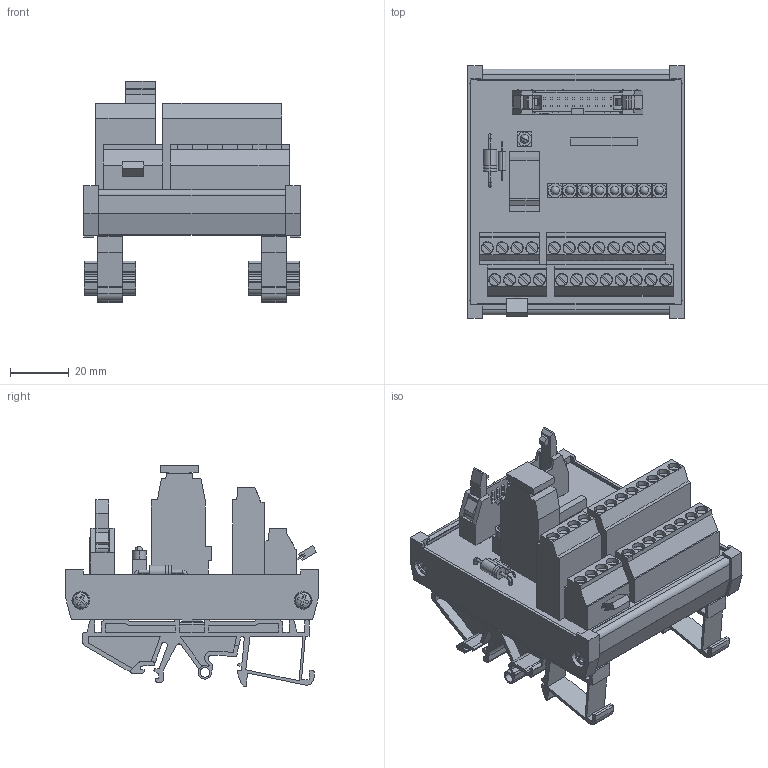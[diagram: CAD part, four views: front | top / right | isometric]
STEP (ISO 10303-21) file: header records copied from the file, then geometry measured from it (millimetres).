
FILE_DESCRIPTION(('CATIA V5R22 STEP214','CAx-IF Rec.Pracs.--- Model Styling and Organization---1.4--- 2014-01-23'),'2;1');
FILE_NAME ('034073-1_0', '2023-05-11T07:27:01+00:00', ('Weidmueller Interface'), ('Weidmueller'), 'CATIA Version 5-6 Release 2016 SP3 HF44', 'CATIA V5 STEP AP214', 'none');
FILE_SCHEMA(('AUTOMOTIVE_DESIGN { 1 0 10303 214 1 1 1 1 }'));
Products named in the file (1): 9445530000_RS 8IO 2W L H S
Bounding box: 74 x 86.4 x 75.55 mm (x, y, z)
Volume: 85458.1 mm3; surface area: 70800.6 mm2
Topology: 1 solids, 3 shells, 1691 faces, 5038 edges, 3388 vertices
Faces by surface type: plane 1198, cylinder 458, torus 16, bspline 11, sphere 8
Entity records: 61290 total; most frequent: CARTESIAN_POINT 14805, ORIENTED_EDGE 10036, DIRECTION 7918, EDGE_CURVE 5018, VECTOR 3561, LINE 3561, VERTEX_POINT 3388, AXIS2_PLACEMENT_3D 2680
